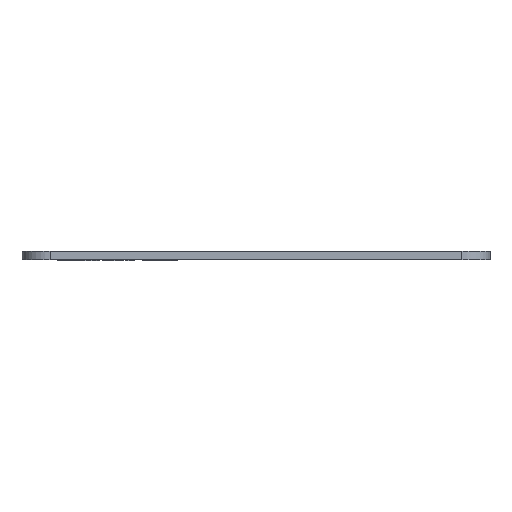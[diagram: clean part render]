
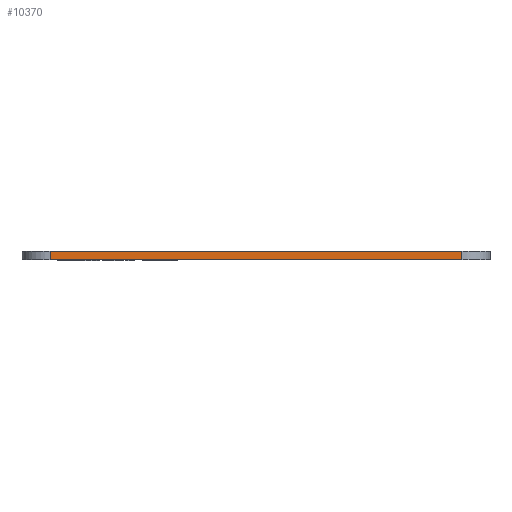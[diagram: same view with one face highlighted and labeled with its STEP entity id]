
A CAD part, front view. The second image highlights one B-rep face of the part: STEP entity #10370.
In plain terms, the highlighted planar face has unit normal (0, -1, 0).
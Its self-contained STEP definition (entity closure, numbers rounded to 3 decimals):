
#1424=FACE_OUTER_BOUND('',#2035,.T.);
#2035=EDGE_LOOP('',(#9526,#9527,#9528,#9529));
#2164=LINE('',#13425,#3143);
#2881=LINE('',#19110,#3860);
#2934=LINE('',#19303,#3913);
#2935=LINE('',#19305,#3914);
#3143=VECTOR('',#11000,10.);
#3860=VECTOR('',#12177,10.);
#3913=VECTOR('',#12336,10.);
#3914=VECTOR('',#12339,10.);
#4122=VERTEX_POINT('',#13422);
#4123=VERTEX_POINT('',#13424);
#4920=VERTEX_POINT('',#19107);
#4921=VERTEX_POINT('',#19109);
#5189=EDGE_CURVE('',#4122,#4123,#2164,.T.);
#6343=EDGE_CURVE('',#4920,#4921,#2881,.T.);
#6438=EDGE_CURVE('',#4921,#4122,#2934,.T.);
#6439=EDGE_CURVE('',#4123,#4920,#2935,.T.);
#9526=ORIENTED_EDGE('',*,*,#6438,.F.);
#9527=ORIENTED_EDGE('',*,*,#6343,.F.);
#9528=ORIENTED_EDGE('',*,*,#6439,.F.);
#9529=ORIENTED_EDGE('',*,*,#5189,.F.);
#9825=PLANE('',#10793);
#10370=ADVANCED_FACE('',(#1424),#9825,.T.);
#10793=AXIS2_PLACEMENT_3D('',#19468,#12583,#12584);
#11000=DIRECTION('',(-1.,0.,0.));
#12177=DIRECTION('',(1.,0.,0.));
#12336=DIRECTION('',(0.,0.,-1.));
#12339=DIRECTION('',(0.,0.,1.));
#12583=DIRECTION('center_axis',(0.,-1.,0.));
#12584=DIRECTION('ref_axis',(1.,0.,0.));
#13422=CARTESIAN_POINT('',(84.992,-86.346,0.));
#13424=CARTESIAN_POINT('',(12.079,-86.346,0.));
#13425=CARTESIAN_POINT('',(89.992,-86.346,0.));
#19107=CARTESIAN_POINT('',(12.079,-86.346,1.5));
#19109=CARTESIAN_POINT('',(84.992,-86.346,1.5));
#19110=CARTESIAN_POINT('',(89.992,-86.346,1.5));
#19303=CARTESIAN_POINT('',(84.992,-86.346,0.));
#19305=CARTESIAN_POINT('',(12.079,-86.346,0.));
#19468=CARTESIAN_POINT('Origin',(7.079,-86.346,0.));
